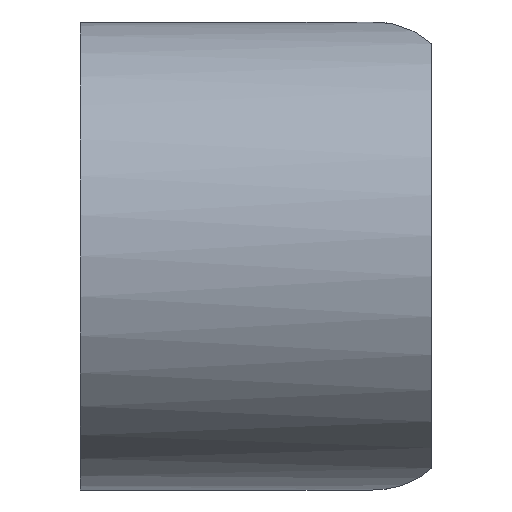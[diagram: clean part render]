
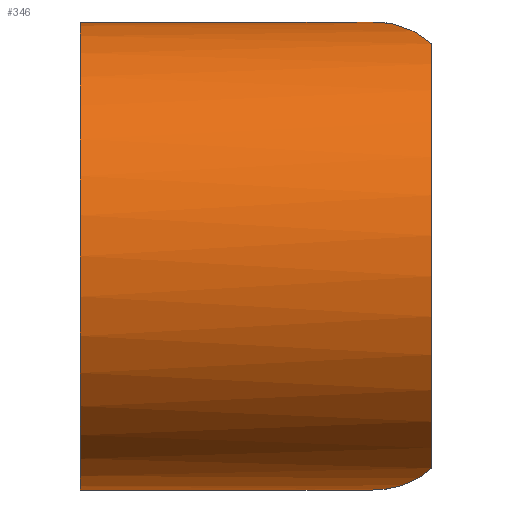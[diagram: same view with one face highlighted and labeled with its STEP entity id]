
A CAD part, front view. The second image highlights one B-rep face of the part: STEP entity #346.
In plain terms, the highlighted cylindrical face has radius 6 mm (diameter 12 mm), a partial arc.
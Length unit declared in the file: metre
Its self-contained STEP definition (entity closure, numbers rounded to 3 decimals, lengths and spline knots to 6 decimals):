
#18=CYLINDRICAL_SURFACE('',#391,0.006);
#25=CIRCLE('',#380,0.006);
#27=CIRCLE('',#383,0.006);
#39=B_SPLINE_CURVE_WITH_KNOTS('',3,(#602,#603,#604,#605,#606,#607,#608,
#609,#610,#611,#612,#613),.UNSPECIFIED.,.F.,.F.,(4,1,1,1,1,1,1,1,1,4),(0.,
0.000754,0.001508,0.001886,0.002263,
0.002451,0.00264,0.002828,0.002923,
0.003017),.UNSPECIFIED.);
#40=B_SPLINE_CURVE_WITH_KNOTS('',3,(#618,#619,#620,#621,#622,#623,#624,
#625,#626,#627,#628,#629),.UNSPECIFIED.,.F.,.F.,(4,1,1,1,1,1,1,1,1,4),(0.,
0.000095,0.000191,0.000381,0.000572,
0.000762,0.001143,0.001525,0.002287,
0.003049),.UNSPECIFIED.);
#77=ORIENTED_EDGE('',*,*,#151,.F.);
#78=ORIENTED_EDGE('',*,*,#158,.T.);
#79=ORIENTED_EDGE('',*,*,#159,.F.);
#80=ORIENTED_EDGE('',*,*,#147,.F.);
#81=ORIENTED_EDGE('',*,*,#160,.F.);
#82=ORIENTED_EDGE('',*,*,#161,.T.);
#147=EDGE_CURVE('',#189,#186,#25,.F.);
#151=EDGE_CURVE('',#193,#194,#27,.F.);
#158=EDGE_CURVE('',#193,#198,#39,.T.);
#159=EDGE_CURVE('',#186,#198,#222,.T.);
#160=EDGE_CURVE('',#199,#189,#223,.F.);
#161=EDGE_CURVE('',#199,#194,#40,.T.);
#186=VERTEX_POINT('',#542);
#189=VERTEX_POINT('',#549);
#193=VERTEX_POINT('',#572);
#194=VERTEX_POINT('',#574);
#198=VERTEX_POINT('',#614);
#199=VERTEX_POINT('',#617);
#222=LINE('',#615,#247);
#223=LINE('',#616,#248);
#247=VECTOR('',#461,1.);
#248=VECTOR('',#462,1.);
#270=EDGE_LOOP('',(#77,#78,#79,#80,#81,#82));
#305=FACE_BOUND('',#270,.T.);
#346=ADVANCED_FACE('',(#305),#18,.T.);
#380=AXIS2_PLACEMENT_3D('',#550,#434,#435);
#383=AXIS2_PLACEMENT_3D('',#573,#441,#442);
#391=AXIS2_PLACEMENT_3D('',#601,#459,#460);
#434=DIRECTION('',(1.,0.,0.));
#435=DIRECTION('',(0.,1.,0.));
#441=DIRECTION('',(-1.,0.,0.));
#442=DIRECTION('',(0.,0.,1.));
#459=DIRECTION('',(-1.,0.,0.));
#460=DIRECTION('',(0.,0.,1.));
#461=DIRECTION('',(1.,0.,0.));
#462=DIRECTION('',(1.,0.,0.));
#542=CARTESIAN_POINT('',(0.,0.006,0.012));
#549=CARTESIAN_POINT('',(0.,0.006,0.));
#550=CARTESIAN_POINT('',(0.,0.006,0.006));
#572=CARTESIAN_POINT('',(0.009,0.00347,0.011441));
#573=CARTESIAN_POINT('',(0.009,0.006,0.006));
#574=CARTESIAN_POINT('',(0.009,0.00347,0.000559));
#601=CARTESIAN_POINT('',(0.0045,0.006,0.006));
#602=CARTESIAN_POINT('',(0.009,0.00347,0.011441));
#603=CARTESIAN_POINT('',(0.008898,0.003682,0.011539));
#604=CARTESIAN_POINT('',(0.008677,0.004105,0.011706));
#605=CARTESIAN_POINT('',(0.008372,0.004635,0.01185));
#606=CARTESIAN_POINT('',(0.008115,0.005063,0.011929));
#607=CARTESIAN_POINT('',(0.00795,0.005331,0.011964));
#608=CARTESIAN_POINT('',(0.007815,0.005546,0.011984));
#609=CARTESIAN_POINT('',(0.007713,0.005706,0.011994));
#610=CARTESIAN_POINT('',(0.007626,0.005842,0.011998));
#611=CARTESIAN_POINT('',(0.007552,0.005939,0.012));
#612=CARTESIAN_POINT('',(0.00751,0.006,0.012));
#613=CARTESIAN_POINT('',(0.007478,0.006,0.012));
#614=CARTESIAN_POINT('',(0.007478,0.006,0.012));
#615=CARTESIAN_POINT('',(0.009,0.006,0.012));
#616=CARTESIAN_POINT('',(0.0045,0.006,0.));
#617=CARTESIAN_POINT('',(0.007478,0.006,0.));
#618=CARTESIAN_POINT('',(0.007478,0.006,0.));
#619=CARTESIAN_POINT('',(0.00751,0.006,0.));
#620=CARTESIAN_POINT('',(0.007552,0.005939,0.));
#621=CARTESIAN_POINT('',(0.007626,0.005842,0.000002));
#622=CARTESIAN_POINT('',(0.007712,0.005707,0.000006));
#623=CARTESIAN_POINT('',(0.007814,0.005548,0.000016));
#624=CARTESIAN_POINT('',(0.007948,0.005333,0.000035));
#625=CARTESIAN_POINT('',(0.008113,0.005066,0.00007));
#626=CARTESIAN_POINT('',(0.00837,0.004638,0.000149));
#627=CARTESIAN_POINT('',(0.008678,0.004103,0.000295));
#628=CARTESIAN_POINT('',(0.008898,0.003681,0.000461));
#629=CARTESIAN_POINT('',(0.009,0.00347,0.000559));
